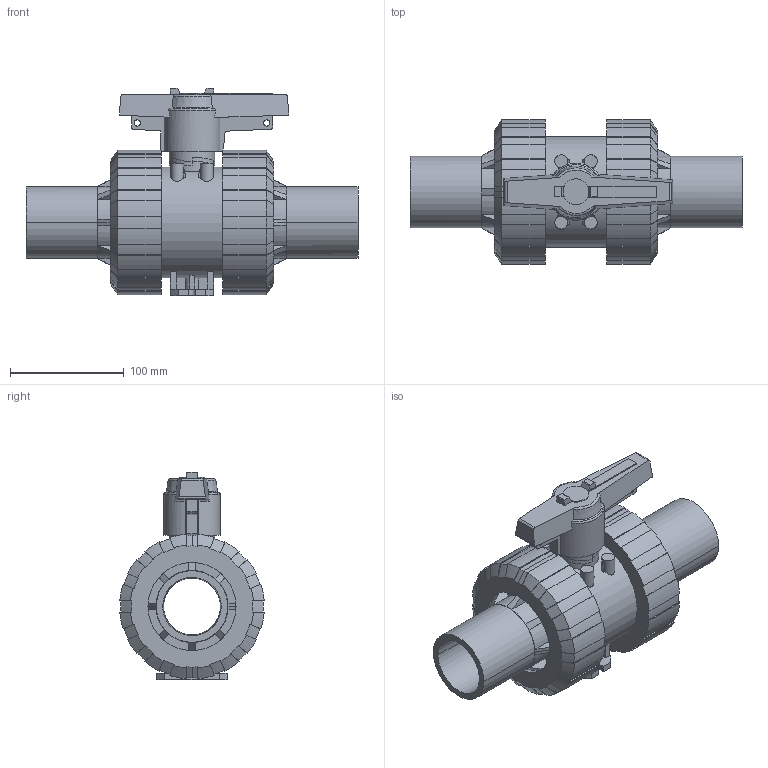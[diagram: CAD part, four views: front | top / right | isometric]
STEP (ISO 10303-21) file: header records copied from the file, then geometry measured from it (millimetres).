
FILE_DESCRIPTION(('STEP AP214'),'1');
FILE_NAME('cctmp_4E522C42-01FB-42DA-9E99-0A89C54BC9C6_2021_10_20_13_12_32_0722..stp','2021-10-20T11:12:33',('Praher Valves GmbH'),('CADClick - www.CADClick.com'),'Spatial InterOp 3D',' ','unknown authorization');
FILE_SCHEMA(('AUTOMOTIVE_DESIGN'));
Length unit declared in the file: millimetre
Products named in the file (7): cc_unnamed; 210462_5; 210462_4; 210462_3; 210462_2; 210462_1; 210462
Assembly tree (6 placements, depth 2):
  cc_unnamed
    210462_5
    210462_4
    210462_3
    210462_2
    210462_1
    210462
Bounding box: 292 x 127.11 x 182.67 mm (x, y, z)
Volume: 1533724 mm3; surface area: 285818.6 mm2
Topology: 6 solids, 6 shells, 514 faces, 1474 edges, 978 vertices
Faces by surface type: plane 248, cylinder 122, cone 80, bspline 56, torus 8
Entity records: 23377 total; most frequent: CARTESIAN_POINT 6220, ORIENTED_EDGE 2948, DIRECTION 2442, EDGE_CURVE 1474, VERTEX_POINT 978, AXIS2_PLACEMENT_3D 861, LINE 720, VECTOR 720
